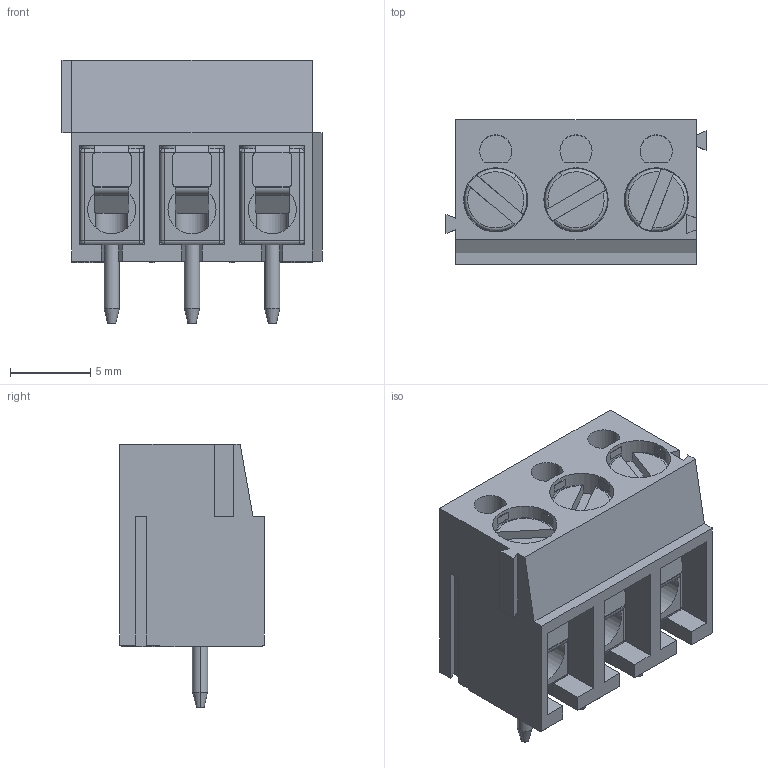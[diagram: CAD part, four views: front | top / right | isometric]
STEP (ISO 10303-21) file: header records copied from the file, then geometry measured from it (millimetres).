
FILE_DESCRIPTION (( 'STEP AP214' ), '1' );
FILE_NAME ('T-Block 3.STEP', '2024-11-13T12:54:54', ( '' ), ( '' ), 'SwSTEP 2.0', 'SolidWorks 2021', '' );
FILE_SCHEMA (( 'AUTOMOTIVE_DESIGN' ));
Length unit declared in the file: millimetre
Products named in the file (7): T-Block 3.STEP; Pin.stp.STEP; 691101710003 (rev1).stp.STEP; Insulator.stp.STEP; Wire guard.stp.STEP; Screw.stp.STEP; T-Block 3
Assembly tree (12 placements, depth 4):
  T-Block 3
    T-Block 3.STEP
      691101710003 (rev1).stp.STEP
        Insulator.stp.STEP
        Wire guard.stp.STEP  x3
        Screw.stp.STEP  x3
        Pin.stp.STEP  x3
Bounding box: 16.2 x 9 x 16.4 mm (x, y, z)
Volume: 1155.6 mm3; surface area: 2537.4 mm2
Topology: 10 solids, 10 shells, 471 faces, 1178 edges, 718 vertices
Faces by surface type: plane 242, cylinder 172, sphere 24, cone 18, torus 15
Entity records: 8713 total; most frequent: CARTESIAN_POINT 1577, DIRECTION 1476, ORIENTED_EDGE 1400, EDGE_CURVE 700, AXIS2_PLACEMENT_3D 500, VECTOR 476, LINE 476, VERTEX_POINT 448
